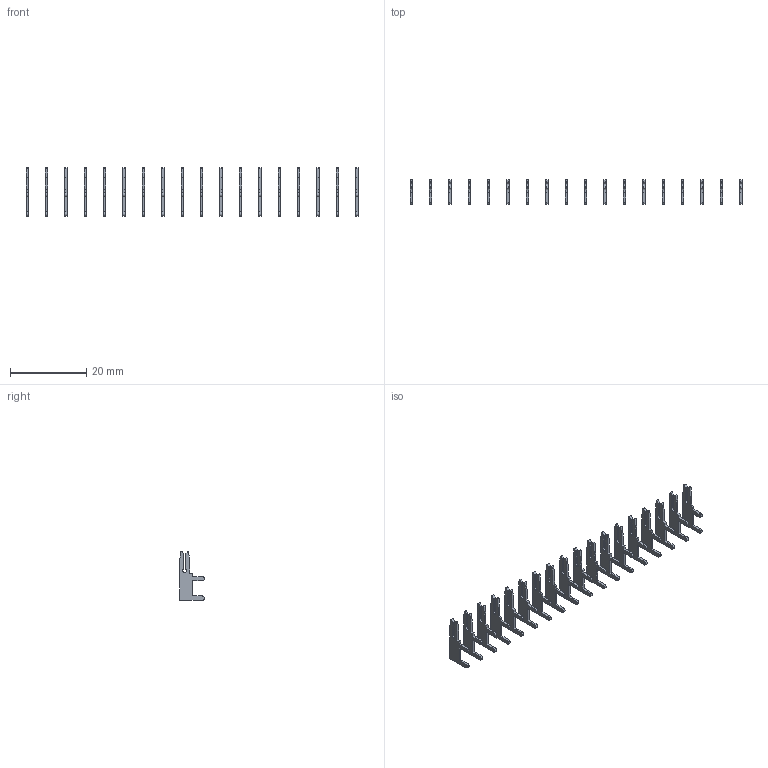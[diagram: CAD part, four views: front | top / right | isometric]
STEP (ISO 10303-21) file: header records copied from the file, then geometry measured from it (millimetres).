
FILE_DESCRIPTION (( 'STEP AP203' ), '1' );
FILE_NAME ('105-018-203-200.STEP', '2020-08-29T23:34:16', ( '' ), ( '' ), 'SwSTEP 2.0', 'SolidWorks 2020', '' );
FILE_SCHEMA (( 'CONFIG_CONTROL_DESIGN' ));
Length unit declared in the file: inch
Products named in the file (2): 100-290-001_100-290-203; 105-018-203-200
Assembly tree (18 placements, depth 2):
  105-018-203-200
    100-290-001_100-290-203  x18
Bounding box: 86.96 x 6.53 x 12.7 mm (x, y, z)
Volume: 454.4 mm3; surface area: 2082.9 mm2
Topology: 18 solids, 18 shells, 504 faces, 1404 edges, 936 vertices
Faces by surface type: plane 378, cylinder 126
Entity records: 1640 total; most frequent: CARTESIAN_POINT 191, DIRECTION 186, ORIENTED_EDGE 156, EDGE_CURVE 78, AXIS2_PLACEMENT_3D 63, LINE 60, VECTOR 60, VERTEX_POINT 52
